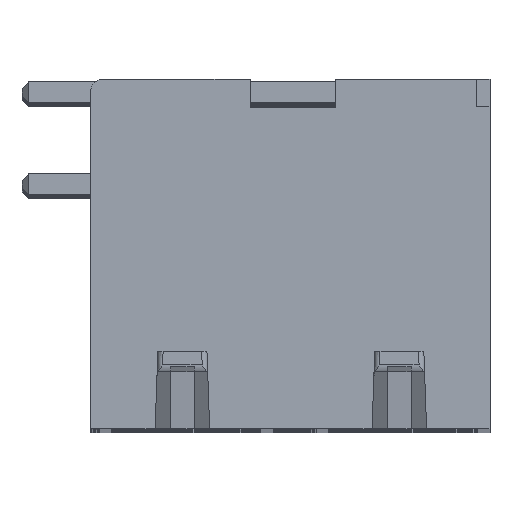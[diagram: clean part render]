
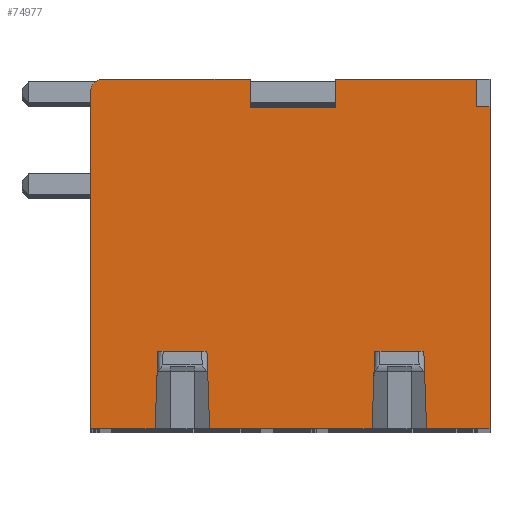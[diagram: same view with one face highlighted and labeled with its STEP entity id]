
A CAD part, top view. The second image highlights one B-rep face of the part: STEP entity #74977.
In plain terms, the highlighted planar face has unit normal (0, 0, 1).
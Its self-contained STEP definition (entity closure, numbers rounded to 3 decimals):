
#19801=DIRECTION('',(-1.,0.,0.));
#19802=VECTOR('',#19801,5.39);
#19803=CARTESIAN_POINT('',(11.703,13.3,33.7));
#19804=LINE('',#19803,#19802);
#20089=DIRECTION('',(0.,-1.,0.));
#20090=VECTOR('',#20089,1.092);
#20091=CARTESIAN_POINT('',(6.313,13.3,33.7));
#20092=LINE('',#20091,#20090);
#20229=DIRECTION('',(0.,1.,0.));
#20230=VECTOR('',#20229,1.092);
#20231=CARTESIAN_POINT('',(3.074,12.208,33.7));
#20232=LINE('',#20231,#20230);
#20973=DIRECTION('',(-1.,0.,0.));
#20974=VECTOR('',#20973,5.716);
#20975=CARTESIAN_POINT('',(3.074,13.3,33.7));
#20976=LINE('',#20975,#20974);
#21553=DIRECTION('',(0.,-1.,0.));
#21554=VECTOR('',#21553,0.02);
#21555=CARTESIAN_POINT('',(-2.641,13.3,33.7));
#21556=LINE('',#21555,#21554);
#25587=DIRECTION('',(-1.,0.,0.));
#25588=VECTOR('',#25587,3.238);
#25589=CARTESIAN_POINT('',(6.313,12.208,33.7));
#25590=LINE('',#25589,#25588);
#25591=DIRECTION('',(-0.035,-0.999,0.));
#25592=VECTOR('',#25591,2.716);
#25593=CARTESIAN_POINT('',(-0.443,2.714,33.7));
#25594=LINE('',#25593,#25592);
#25595=DIRECTION('',(-1.,0.,0.));
#25596=VECTOR('',#25595,2.463);
#25597=CARTESIAN_POINT('',(-0.537,0.,33.7));
#25598=LINE('',#25597,#25596);
#25599=DIRECTION('',(0.,1.,0.));
#25600=VECTOR('',#25599,12.8);
#25601=CARTESIAN_POINT('',(-3.,0.,33.7));
#25602=LINE('',#25601,#25600);
#25603=CARTESIAN_POINT('',(-2.5,12.8,33.7));
#25604=DIRECTION('',(0.,0.,-1.));
#25605=DIRECTION('',(-1.,0.,0.));
#25606=AXIS2_PLACEMENT_3D('',#25603,#25604,#25605);
#25608=DIRECTION('',(0.,-1.,0.));
#25609=VECTOR('',#25608,12.25);
#25610=CARTESIAN_POINT('',(12.2,12.25,33.7));
#25611=LINE('',#25610,#25609);
#25612=DIRECTION('',(-1.,0.,0.));
#25613=VECTOR('',#25612,2.413);
#25614=CARTESIAN_POINT('',(12.2,0.,33.7));
#25615=LINE('',#25614,#25613);
#25616=DIRECTION('',(-0.035,0.999,0.));
#25617=VECTOR('',#25616,2.716);
#25618=CARTESIAN_POINT('',(9.787,0.,33.7));
#25619=LINE('',#25618,#25617);
#25620=DIRECTION('',(-0.035,-0.999,0.));
#25621=VECTOR('',#25620,2.716);
#25622=CARTESIAN_POINT('',(7.807,2.714,33.7));
#25623=LINE('',#25622,#25621);
#25624=DIRECTION('',(-1.,0.,0.));
#25625=VECTOR('',#25624,6.175);
#25626=CARTESIAN_POINT('',(7.713,0.,33.7));
#25627=LINE('',#25626,#25625);
#25628=DIRECTION('',(-0.035,0.999,0.));
#25629=VECTOR('',#25628,2.716);
#25630=CARTESIAN_POINT('',(1.537,0.,33.7));
#25631=LINE('',#25630,#25629);
#25656=DIRECTION('',(1.,0.,0.));
#25657=VECTOR('',#25656,1.885);
#25658=CARTESIAN_POINT('',(-0.443,2.714,33.7));
#25659=LINE('',#25658,#25657);
#25813=DIRECTION('',(0.,1.,0.));
#25814=VECTOR('',#25813,1.05);
#25815=CARTESIAN_POINT('',(11.703,12.25,33.7));
#25816=LINE('',#25815,#25814);
#25829=DIRECTION('',(-1.,0.,0.));
#25830=VECTOR('',#25829,0.497);
#25831=CARTESIAN_POINT('',(12.2,12.25,33.7));
#25832=LINE('',#25831,#25830);
#25849=DIRECTION('',(1.,0.,0.));
#25850=VECTOR('',#25849,1.885);
#25851=CARTESIAN_POINT('',(7.807,2.714,33.7));
#25852=LINE('',#25851,#25850);
#28231=CARTESIAN_POINT('',(-3.,0.,33.7));
#28232=VERTEX_POINT('',#28231);
#28233=CARTESIAN_POINT('',(-0.537,0.,33.7));
#28234=VERTEX_POINT('',#28233);
#28239=CARTESIAN_POINT('',(1.537,0.,33.7));
#28240=VERTEX_POINT('',#28239);
#28241=CARTESIAN_POINT('',(7.713,0.,33.7));
#28242=VERTEX_POINT('',#28241);
#28247=CARTESIAN_POINT('',(9.787,0.,33.7));
#28248=VERTEX_POINT('',#28247);
#28249=CARTESIAN_POINT('',(12.2,0.,33.7));
#28250=VERTEX_POINT('',#28249);
#28331=CARTESIAN_POINT('',(12.2,12.25,33.7));
#28332=VERTEX_POINT('',#28331);
#28339=CARTESIAN_POINT('',(11.703,13.3,33.7));
#28340=VERTEX_POINT('',#28339);
#28341=CARTESIAN_POINT('',(6.313,13.3,33.7));
#28342=VERTEX_POINT('',#28341);
#28343=CARTESIAN_POINT('',(6.313,12.208,33.7));
#28344=VERTEX_POINT('',#28343);
#28353=CARTESIAN_POINT('',(3.074,12.208,33.7));
#28354=CARTESIAN_POINT('',(3.074,13.3,33.7));
#28355=VERTEX_POINT('',#28353);
#28356=VERTEX_POINT('',#28354);
#28365=CARTESIAN_POINT('',(-2.641,13.3,33.7));
#28366=VERTEX_POINT('',#28365);
#28367=CARTESIAN_POINT('',(-2.641,13.28,33.7));
#28368=VERTEX_POINT('',#28367);
#28397=CARTESIAN_POINT('',(-0.443,2.714,33.7));
#28398=VERTEX_POINT('',#28397);
#28399=CARTESIAN_POINT('',(-3.,12.8,33.7));
#28400=VERTEX_POINT('',#28399);
#28401=CARTESIAN_POINT('',(11.703,12.25,33.7));
#28402=VERTEX_POINT('',#28401);
#28403=CARTESIAN_POINT('',(9.693,2.714,33.7));
#28404=VERTEX_POINT('',#28403);
#28405=CARTESIAN_POINT('',(7.807,2.714,33.7));
#28406=VERTEX_POINT('',#28405);
#28407=CARTESIAN_POINT('',(1.443,2.714,33.7));
#28408=VERTEX_POINT('',#28407);
#74940=CARTESIAN_POINT('',(0.,0.,33.7));
#74941=DIRECTION('',(0.,0.,1.));
#74942=DIRECTION('',(1.,0.,0.));
#74943=AXIS2_PLACEMENT_3D('',#74940,#74941,#74942);
#74944=PLANE('',#74943);
#74946=ORIENTED_EDGE('',*,*,#74945,.T.);
#74947=ORIENTED_EDGE('',*,*,#37269,.T.);
#74949=ORIENTED_EDGE('',*,*,#74948,.T.);
#74951=ORIENTED_EDGE('',*,*,#74950,.T.);
#74952=ORIENTED_EDGE('',*,*,#67497,.F.);
#74953=ORIENTED_EDGE('',*,*,#67467,.F.);
#74954=ORIENTED_EDGE('',*,*,#66020,.F.);
#74955=ORIENTED_EDGE('',*,*,#74935,.F.);
#74956=ORIENTED_EDGE('',*,*,#65708,.F.);
#74957=ORIENTED_EDGE('',*,*,#65693,.F.);
#74959=ORIENTED_EDGE('',*,*,#74958,.F.);
#74961=ORIENTED_EDGE('',*,*,#74960,.F.);
#74962=ORIENTED_EDGE('',*,*,#65336,.T.);
#74963=ORIENTED_EDGE('',*,*,#37285,.T.);
#74965=ORIENTED_EDGE('',*,*,#74964,.T.);
#74967=ORIENTED_EDGE('',*,*,#74966,.F.);
#74969=ORIENTED_EDGE('',*,*,#74968,.T.);
#74970=ORIENTED_EDGE('',*,*,#37277,.T.);
#74972=ORIENTED_EDGE('',*,*,#74971,.T.);
#74974=ORIENTED_EDGE('',*,*,#74973,.F.);
#74975=EDGE_LOOP('',(#74946,#74947,#74949,#74951,#74952,#74953,#74954,#74955,
#74956,#74957,#74959,#74961,#74962,#74963,#74965,#74967,#74969,#74970,#74972,
#74974));
#74976=FACE_OUTER_BOUND('',#74975,.F.);
#74977=ADVANCED_FACE('',(#74976),#74944,.T.);
#25607=CIRCLE('',#25606,0.5);
#37269=EDGE_CURVE('',#28234,#28232,#25598,.T.);
#37277=EDGE_CURVE('',#28242,#28240,#25627,.T.);
#37285=EDGE_CURVE('',#28250,#28248,#25615,.T.);
#65336=EDGE_CURVE('',#28332,#28250,#25611,.T.);
#65693=EDGE_CURVE('',#28340,#28342,#19804,.T.);
#65708=EDGE_CURVE('',#28342,#28344,#20092,.T.);
#66020=EDGE_CURVE('',#28355,#28356,#20232,.T.);
#67467=EDGE_CURVE('',#28356,#28366,#20976,.T.);
#67497=EDGE_CURVE('',#28366,#28368,#21556,.T.);
#74935=EDGE_CURVE('',#28344,#28355,#25590,.T.);
#74945=EDGE_CURVE('',#28398,#28234,#25594,.T.);
#74948=EDGE_CURVE('',#28232,#28400,#25602,.T.);
#74950=EDGE_CURVE('',#28400,#28368,#25607,.T.);
#74958=EDGE_CURVE('',#28402,#28340,#25816,.T.);
#74960=EDGE_CURVE('',#28332,#28402,#25832,.T.);
#74964=EDGE_CURVE('',#28248,#28404,#25619,.T.);
#74966=EDGE_CURVE('',#28406,#28404,#25852,.T.);
#74968=EDGE_CURVE('',#28406,#28242,#25623,.T.);
#74971=EDGE_CURVE('',#28240,#28408,#25631,.T.);
#74973=EDGE_CURVE('',#28398,#28408,#25659,.T.);
